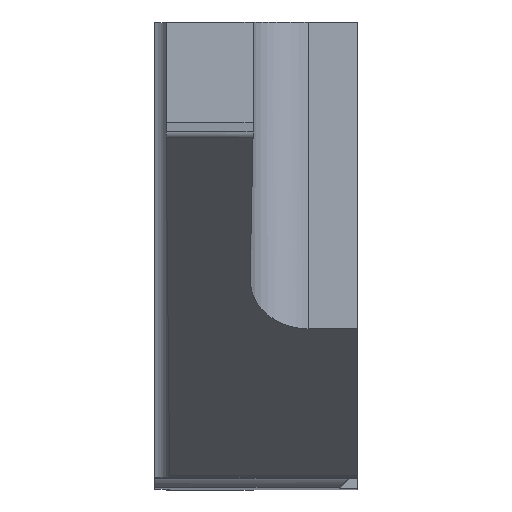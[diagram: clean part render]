
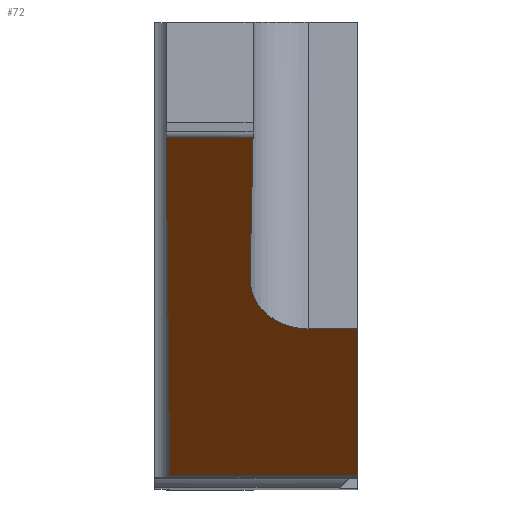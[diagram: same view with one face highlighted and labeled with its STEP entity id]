
A CAD part, top view. The second image highlights one B-rep face of the part: STEP entity #72.
In plain terms, the highlighted planar face has unit normal (0, -0.766, 0.643).
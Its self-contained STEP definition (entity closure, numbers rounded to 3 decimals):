
#16 = VERTEX_POINT ( 'NONE', #1121 ) ;
#72 = ADVANCED_FACE ( 'NONE', ( #907 ), #919, .T. ) ;
#131 = ORIENTED_EDGE ( 'NONE', *, *, #1215, .F. ) ;
#165 = CARTESIAN_POINT ( 'NONE',  ( -0.852, -1.283, 16. ) ) ;
#173 = VECTOR ( 'NONE', #559, 1000. ) ;
#205 = VERTEX_POINT ( 'NONE', #967 ) ;
#297 = DIRECTION ( 'NONE',  ( 1., 0., 0. ) ) ;
#356 = DIRECTION ( 'NONE',  ( 1., 0., 0. ) ) ;
#364 = CARTESIAN_POINT ( 'NONE',  ( -3.299, 2.011, 19.925 ) ) ;
#387 = VECTOR ( 'NONE', #356, 1000. ) ;
#446 = DIRECTION ( 'NONE',  ( 0., -0.643, -0.766 ) ) ;
#490 = CARTESIAN_POINT ( 'NONE',  ( -0.852, -1.283, 16. ) ) ;
#492 = CARTESIAN_POINT ( 'NONE',  ( 0., 2.011, 19.925 ) ) ;
#494 = CARTESIAN_POINT ( 'NONE',  ( -1.446, -1.283, 16. ) ) ;
#501 = CARTESIAN_POINT ( 'NONE',  ( -1.862, -0.927, 16.424 ) ) ;
#507 = CARTESIAN_POINT ( 'NONE',  ( -1.852, -0.429, 17.017 ) ) ;
#559 = DIRECTION ( 'NONE',  ( -1., 0., 0. ) ) ;
#561 = CARTESIAN_POINT ( 'NONE',  ( 0., -3.813, 12.984 ) ) ;
#567 = LINE ( 'NONE', #492, #387 ) ;
#603 = CARTESIAN_POINT ( 'NONE',  ( -3.239, -3.813, 12.984 ) ) ;
#623 = ORIENTED_EDGE ( 'NONE', *, *, #922, .F. ) ;
#644 = AXIS2_PLACEMENT_3D ( 'NONE', #1005, #1224, #1167 ) ;
#659 = EDGE_CURVE ( 'NONE', #721, #16, #1171, .T. ) ;
#667 = EDGE_CURVE ( 'NONE', #1218, #1020, #790, .T. ) ;
#670 = CARTESIAN_POINT ( 'NONE',  ( 0., 2.048, 19.969 ) ) ;
#681 = VECTOR ( 'NONE', #1207, 1000. ) ;
#716 = VERTEX_POINT ( 'NONE', #1174 ) ;
#721 = VERTEX_POINT ( 'NONE', #937 ) ;
#743 = ORIENTED_EDGE ( 'NONE', *, *, #865, .F. ) ;
#763 = EDGE_CURVE ( 'NONE', #1091, #205, #950, .T. ) ;
#772 = LINE ( 'NONE', #670, #987 ) ;
#784 = CARTESIAN_POINT ( 'NONE',  ( -1.8, 2.063, 19.988 ) ) ;
#790 = LINE ( 'NONE', #813, #1170 ) ;
#813 = CARTESIAN_POINT ( 'NONE',  ( -3.3, 2.034, 19.952 ) ) ;
#852 = ORIENTED_EDGE ( 'NONE', *, *, #659, .F. ) ;
#865 = EDGE_CURVE ( 'NONE', #205, #716, #772, .T. ) ;
#895 = CARTESIAN_POINT ( 'NONE',  ( 0., -1.283, 16. ) ) ;
#907 = FACE_OUTER_BOUND ( 'NONE', #918, .T. ) ;
#918 = EDGE_LOOP ( 'NONE', ( #623, #743, #1247, #1040, #852, #131, #1251 ) ) ;
#919 = PLANE ( 'NONE',  #644 ) ;
#922 = EDGE_CURVE ( 'NONE', #716, #1218, #985, .T. ) ;
#937 = CARTESIAN_POINT ( 'NONE',  ( -1.801, 2.011, 19.925 ) ) ;
#947 = EDGE_CURVE ( 'NONE', #16, #1091, #1261, .T. ) ;
#950 = LINE ( 'NONE', #895, #1074 ) ;
#967 = CARTESIAN_POINT ( 'NONE',  ( 0., -1.283, 16. ) ) ;
#985 = LINE ( 'NONE', #561, #173 ) ;
#987 = VECTOR ( 'NONE', #446, 1000. ) ;
#1005 = CARTESIAN_POINT ( 'NONE',  ( 0., 2.048, 19.969 ) ) ;
#1020 = VERTEX_POINT ( 'NONE', #364 ) ;
#1040 = ORIENTED_EDGE ( 'NONE', *, *, #947, .F. ) ;
#1074 = VECTOR ( 'NONE', #297, 1000. ) ;
#1091 = VERTEX_POINT ( 'NONE', #165 ) ;
#1120 = DIRECTION ( 'NONE',  ( -0.007, 0.643, 0.766 ) ) ;
#1121 = CARTESIAN_POINT ( 'NONE',  ( -1.852, -0.429, 17.017 ) ) ;
#1167 = DIRECTION ( 'NONE',  ( 0., -0.643, -0.766 ) ) ;
#1170 = VECTOR ( 'NONE', #1120, 1000. ) ;
#1171 = LINE ( 'NONE', #784, #681 ) ;
#1174 = CARTESIAN_POINT ( 'NONE',  ( 0., -3.813, 12.984 ) ) ;
#1207 = DIRECTION ( 'NONE',  ( -0.013, -0.643, -0.766 ) ) ;
#1215 = EDGE_CURVE ( 'NONE', #1020, #721, #567, .T. ) ;
#1218 = VERTEX_POINT ( 'NONE', #603 ) ;
#1224 = DIRECTION ( 'NONE',  ( 0., -0.766, 0.643 ) ) ;
#1247 = ORIENTED_EDGE ( 'NONE', *, *, #763, .F. ) ;
#1251 = ORIENTED_EDGE ( 'NONE', *, *, #667, .F. ) ;
#1261 =( BOUNDED_CURVE ( )  B_SPLINE_CURVE ( 3, ( #507, #501, #494, #490 ),
 .UNSPECIFIED., .F., .F. ) 
 B_SPLINE_CURVE_WITH_KNOTS ( ( 4, 4 ),
 ( 1.553, 3.142 ),
 .UNSPECIFIED. ) 
 CURVE ( )  GEOMETRIC_REPRESENTATION_ITEM ( )  RATIONAL_B_SPLINE_CURVE ( ( 1., 0.801, 0.801, 1. ) ) 
 REPRESENTATION_ITEM ( '' )  );
